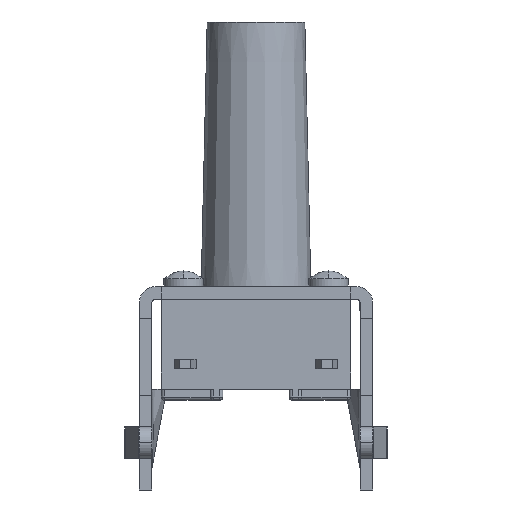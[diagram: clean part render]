
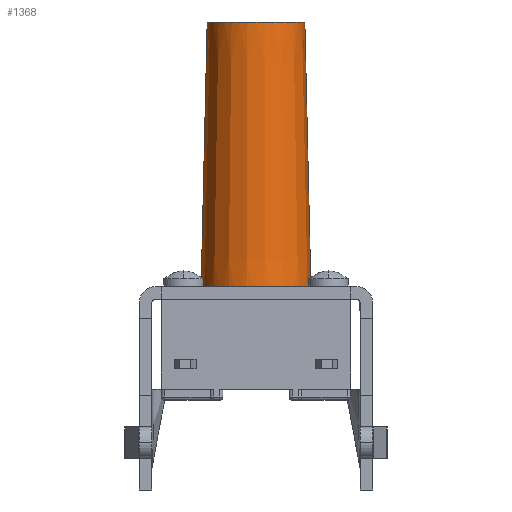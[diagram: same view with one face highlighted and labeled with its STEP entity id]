
A CAD part, front view. The second image highlights one B-rep face of the part: STEP entity #1368.
In plain terms, the highlighted conical face has half-angle 1.3 degrees and reference radius 1.75 mm.
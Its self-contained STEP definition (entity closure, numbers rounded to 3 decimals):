
#40 = DIRECTION ( 'NONE',  ( -0.023, 0., -1. ) ) ;
#275 = VECTOR ( 'NONE', #3863, 1000. ) ;
#338 = EDGE_CURVE ( 'NONE', #7014, #1133, #6159, .T. ) ;
#420 = VERTEX_POINT ( 'NONE', #6671 ) ;
#1021 = EDGE_CURVE ( 'NONE', #1133, #6046, #2951, .T. ) ;
#1060 = CARTESIAN_POINT ( 'NONE',  ( -1.75, 0., 0. ) ) ;
#1133 = VERTEX_POINT ( 'NONE', #1060 ) ;
#1144 = DIRECTION ( 'NONE',  ( 0., 0., 1. ) ) ;
#1187 = EDGE_CURVE ( 'NONE', #420, #6046, #1630, .T. ) ;
#1368 = ADVANCED_FACE ( 'NONE', ( #6941 ), #4981, .T. ) ;
#1428 = CARTESIAN_POINT ( 'NONE',  ( 0., 0., 0. ) ) ;
#1546 = ORIENTED_EDGE ( 'NONE', *, *, #2286, .F. ) ;
#1630 = LINE ( 'NONE', #3306, #275 ) ;
#2032 = ORIENTED_EDGE ( 'NONE', *, *, #1187, .F. ) ;
#2052 = DIRECTION ( 'NONE',  ( 0., 0., 1. ) ) ;
#2087 = DIRECTION ( 'NONE',  ( 1., 0., 0. ) ) ;
#2134 = DIRECTION ( 'NONE',  ( 1., 0., 0. ) ) ;
#2206 = CARTESIAN_POINT ( 'NONE',  ( 0., 0., 8.8 ) ) ;
#2286 = EDGE_CURVE ( 'NONE', #7014, #420, #5688, .T. ) ;
#2444 = DIRECTION ( 'NONE',  ( 0., 0., -1. ) ) ;
#2484 = VECTOR ( 'NONE', #40, 1000. ) ;
#2951 = CIRCLE ( 'NONE', #4276, 1.75 ) ;
#3306 = CARTESIAN_POINT ( 'NONE',  ( 1.75, 0., 0. ) ) ;
#3690 = AXIS2_PLACEMENT_3D ( 'NONE', #6863, #2444, #4663 ) ;
#3863 = DIRECTION ( 'NONE',  ( 0.023, 0., -1. ) ) ;
#4276 = AXIS2_PLACEMENT_3D ( 'NONE', #1428, #2052, #2087 ) ;
#4389 = CARTESIAN_POINT ( 'NONE',  ( 1.75, 0., 0. ) ) ;
#4424 = ORIENTED_EDGE ( 'NONE', *, *, #338, .T. ) ;
#4435 = CARTESIAN_POINT ( 'NONE',  ( -1.75, 0., 0. ) ) ;
#4478 = CARTESIAN_POINT ( 'NONE',  ( -1.55, 0., 8.8 ) ) ;
#4663 = DIRECTION ( 'NONE',  ( 1., 0., 0. ) ) ;
#4981 = CONICAL_SURFACE ( 'NONE', #3690, 1.75, 0.023 ) ;
#5105 = AXIS2_PLACEMENT_3D ( 'NONE', #2206, #1144, #2134 ) ;
#5688 = CIRCLE ( 'NONE', #5105, 1.55 ) ;
#5939 = ORIENTED_EDGE ( 'NONE', *, *, #1021, .T. ) ;
#6046 = VERTEX_POINT ( 'NONE', #4389 ) ;
#6159 = LINE ( 'NONE', #4435, #2484 ) ;
#6671 = CARTESIAN_POINT ( 'NONE',  ( 1.55, 0., 8.8 ) ) ;
#6863 = CARTESIAN_POINT ( 'NONE',  ( 0., 0., 0. ) ) ;
#6889 = EDGE_LOOP ( 'NONE', ( #1546, #4424, #5939, #2032 ) ) ;
#6941 = FACE_OUTER_BOUND ( 'NONE', #6889, .T. ) ;
#7014 = VERTEX_POINT ( 'NONE', #4478 ) ;
